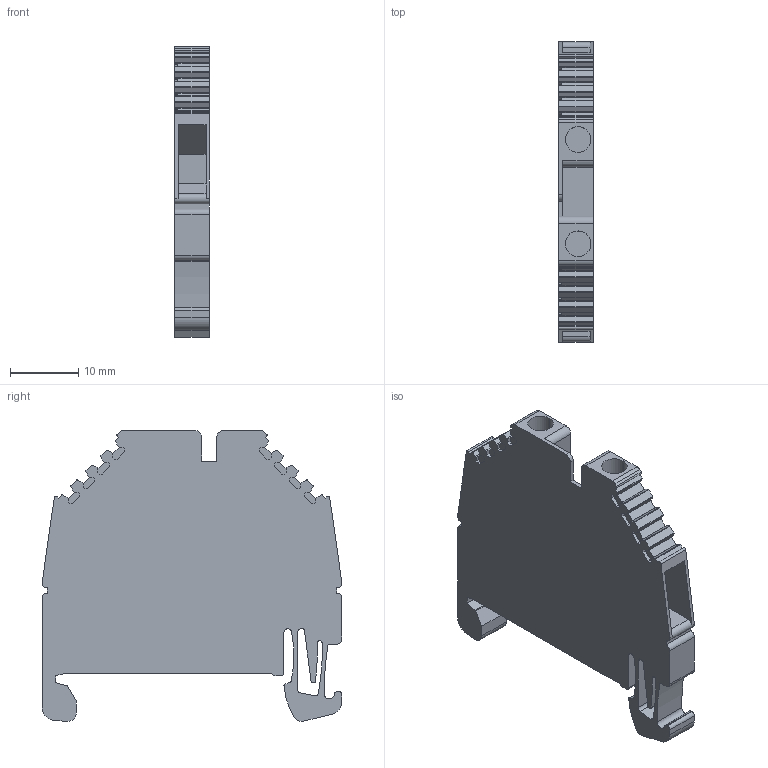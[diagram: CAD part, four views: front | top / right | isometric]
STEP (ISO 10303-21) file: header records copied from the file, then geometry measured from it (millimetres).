
FILE_DESCRIPTION(('CATIA V5 STEP Exchange','CAx-IF Rec.Pracs.--- Model Styling and Organization---1.4--- 2014-01-23'),'2;1');
FILE_NAME ('D1455197_0', '2020-06-22T10:22:38+00:00', ('none'), ('Weidmueller'), 'CATIA Version 5-6 Release 2016 SP3 HF44', 'CATIA V5 STEP AP214', 'none');
FILE_SCHEMA(('AUTOMOTIVE_DESIGN { 1 0 10303 214 1 1 1 1 }'));
Length unit declared in the file: millimetre
Products named in the file (1): 1730940000
Bounding box: 5.12 x 44 x 42.7 mm (x, y, z)
Volume: 6110.7 mm3; surface area: 4738.5 mm2
Topology: 1 solids, 1 shells, 237 faces, 681 edges, 450 vertices
Faces by surface type: plane 173, cylinder 64
Entity records: 7480 total; most frequent: ORIENTED_EDGE 1362, CARTESIAN_POINT 1344, DIRECTION 1105, EDGE_CURVE 681, VECTOR 545, LINE 545, VERTEX_POINT 450, AXIS2_PLACEMENT_3D 349
